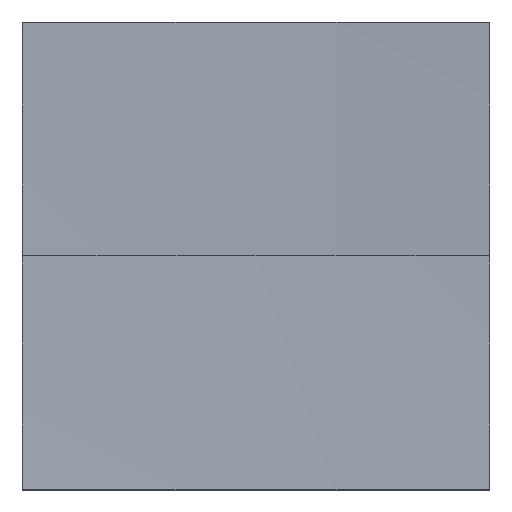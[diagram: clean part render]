
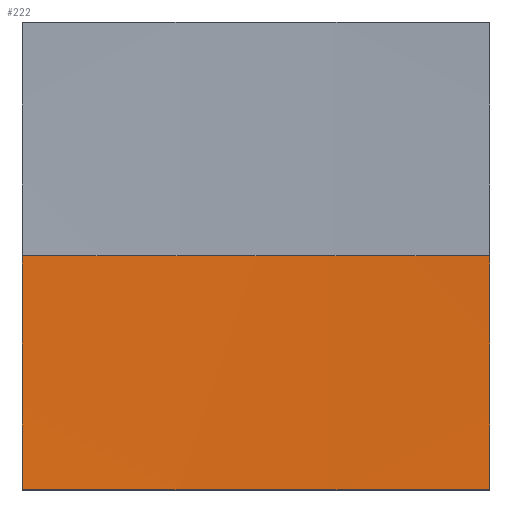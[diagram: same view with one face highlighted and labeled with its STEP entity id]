
A CAD part, top view. The second image highlights one B-rep face of the part: STEP entity #222.
In plain terms, the highlighted spherical face has radius 300 mm.
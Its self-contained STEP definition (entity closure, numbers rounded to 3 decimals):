
#3 = DIRECTION ( 'NONE',  ( 1., 0., 0. ) ) ;
#7 = FACE_OUTER_BOUND ( 'NONE', #125, .T. ) ;
#8 = CARTESIAN_POINT ( 'NONE',  ( 0., 0., 306. ) ) ;
#20 = DIRECTION ( 'NONE',  ( 0., 0., 1. ) ) ;
#22 = DIRECTION ( 'NONE',  ( 0., 0., -1. ) ) ;
#23 = DIRECTION ( 'NONE',  ( 1., 0., 0. ) ) ;
#28 = ORIENTED_EDGE ( 'NONE', *, *, #100, .F. ) ;
#33 = VERTEX_POINT ( 'NONE', #134 ) ;
#35 = DIRECTION ( 'NONE',  ( 0., 1., 0. ) ) ;
#36 = DIRECTION ( 'NONE',  ( 0., 1., 0. ) ) ;
#41 = DIRECTION ( 'NONE',  ( 1., 0., 0. ) ) ;
#44 = AXIS2_PLACEMENT_3D ( 'NONE', #243, #36, #20 ) ;
#45 = AXIS2_PLACEMENT_3D ( 'NONE', #88, #141, #41 ) ;
#57 = AXIS2_PLACEMENT_3D ( 'NONE', #8, #140, #22 ) ;
#60 = CARTESIAN_POINT ( 'NONE',  ( -12.5, 0., 6.261 ) ) ;
#63 = SPHERICAL_SURFACE ( 'NONE', #45, 300. ) ;
#66 = CIRCLE ( 'NONE', #67, 299.739 ) ;
#67 = AXIS2_PLACEMENT_3D ( 'NONE', #183, #23, #119 ) ;
#68 = VERTEX_POINT ( 'NONE', #115 ) ;
#72 = VERTEX_POINT ( 'NONE', #156 ) ;
#81 = EDGE_CURVE ( 'NONE', #33, #93, #139, .T. ) ;
#87 = AXIS2_PLACEMENT_3D ( 'NONE', #136, #3, #35 ) ;
#88 = CARTESIAN_POINT ( 'NONE',  ( 0., 0., 306. ) ) ;
#93 = VERTEX_POINT ( 'NONE', #97 ) ;
#97 = CARTESIAN_POINT ( 'NONE',  ( 12.5, 0., 6.261 ) ) ;
#100 = EDGE_CURVE ( 'NONE', #72, #93, #220, .T. ) ;
#115 = CARTESIAN_POINT ( 'NONE',  ( -12.5, -12.5, 6.521 ) ) ;
#119 = DIRECTION ( 'NONE',  ( 0., 1., 0. ) ) ;
#121 = CARTESIAN_POINT ( 'NONE',  ( 0., 0., 306. ) ) ;
#124 = EDGE_CURVE ( 'NONE', #72, #151, #246, .T. ) ;
#125 = EDGE_LOOP ( 'NONE', ( #28, #229, #153, #228, #130 ) ) ;
#130 = ORIENTED_EDGE ( 'NONE', *, *, #81, .T. ) ;
#134 = CARTESIAN_POINT ( 'NONE',  ( 12.5, -12.5, 6.521 ) ) ;
#136 = CARTESIAN_POINT ( 'NONE',  ( 12.5, 0., 306. ) ) ;
#139 = CIRCLE ( 'NONE', #87, 299.739 ) ;
#140 = DIRECTION ( 'NONE',  ( 0., -1., 0. ) ) ;
#141 = DIRECTION ( 'NONE',  ( 0., 1., 0. ) ) ;
#145 = CIRCLE ( 'NONE', #44, 299.739 ) ;
#151 = VERTEX_POINT ( 'NONE', #60 ) ;
#153 = ORIENTED_EDGE ( 'NONE', *, *, #191, .F. ) ;
#155 = DIRECTION ( 'NONE',  ( -1., 0., 0. ) ) ;
#156 = CARTESIAN_POINT ( 'NONE',  ( 0., 0., 6. ) ) ;
#160 = EDGE_CURVE ( 'NONE', #33, #68, #145, .T. ) ;
#182 = DIRECTION ( 'NONE',  ( 0., 1., 0. ) ) ;
#183 = CARTESIAN_POINT ( 'NONE',  ( -12.5, 0., 306. ) ) ;
#191 = EDGE_CURVE ( 'NONE', #68, #151, #66, .T. ) ;
#205 = AXIS2_PLACEMENT_3D ( 'NONE', #121, #182, #155 ) ;
#220 = CIRCLE ( 'NONE', #57, 300. ) ;
#222 = ADVANCED_FACE ( 'NONE', ( #7 ), #63, .F. ) ;
#228 = ORIENTED_EDGE ( 'NONE', *, *, #160, .F. ) ;
#229 = ORIENTED_EDGE ( 'NONE', *, *, #124, .T. ) ;
#243 = CARTESIAN_POINT ( 'NONE',  ( 0., -12.5, 306. ) ) ;
#246 = CIRCLE ( 'NONE', #205, 300. ) ;
